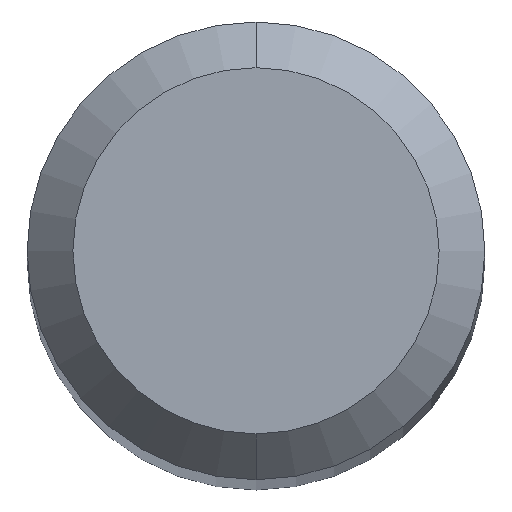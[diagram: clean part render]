
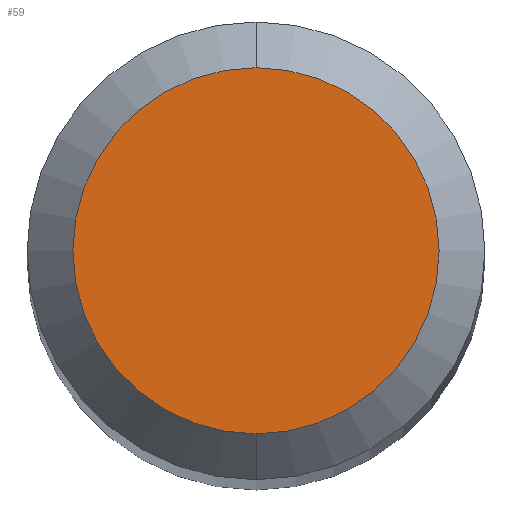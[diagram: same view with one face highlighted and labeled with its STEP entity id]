
A CAD part, top view. The second image highlights one B-rep face of the part: STEP entity #59.
In plain terms, the highlighted planar face has unit normal (0, 0, 1).
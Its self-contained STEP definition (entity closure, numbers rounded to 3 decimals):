
#5 = EDGE_CURVE ( 'NONE', #186, #22, #104, .T. ) ;
#13 = CARTESIAN_POINT ( 'NONE',  ( 0., -4.034, 0. ) ) ;
#21 = DIRECTION ( 'NONE',  ( 0., 0., 1. ) ) ;
#22 = VERTEX_POINT ( 'NONE', #56 ) ;
#35 = DIRECTION ( 'NONE',  ( 0., 1., 0. ) ) ;
#56 = CARTESIAN_POINT ( 'NONE',  ( 0., 4.034, 0. ) ) ;
#59 = ADVANCED_FACE ( 'NONE', ( #177 ), #211, .F. ) ;
#64 = EDGE_LOOP ( 'NONE', ( #214, #89 ) ) ;
#66 = DIRECTION ( 'NONE',  ( 0., 0., 1. ) ) ;
#67 = AXIS2_PLACEMENT_3D ( 'NONE', #139, #21, #109 ) ;
#70 = AXIS2_PLACEMENT_3D ( 'NONE', #114, #66, #213 ) ;
#86 = AXIS2_PLACEMENT_3D ( 'NONE', #107, #136, #35 ) ;
#89 = ORIENTED_EDGE ( 'NONE', *, *, #5, .T. ) ;
#104 = CIRCLE ( 'NONE', #67, 4.034 ) ;
#107 = CARTESIAN_POINT ( 'NONE',  ( 0., 5.042, 0. ) ) ;
#109 = DIRECTION ( 'NONE',  ( 0., 1., 0. ) ) ;
#114 = CARTESIAN_POINT ( 'NONE',  ( 0., 0., 0. ) ) ;
#116 = CIRCLE ( 'NONE', #70, 4.034 ) ;
#132 = EDGE_CURVE ( 'NONE', #22, #186, #116, .T. ) ;
#136 = DIRECTION ( 'NONE',  ( 0., 0., -1. ) ) ;
#139 = CARTESIAN_POINT ( 'NONE',  ( 0., 0., 0. ) ) ;
#177 = FACE_OUTER_BOUND ( 'NONE', #64, .T. ) ;
#186 = VERTEX_POINT ( 'NONE', #13 ) ;
#211 = PLANE ( 'NONE',  #86 ) ;
#213 = DIRECTION ( 'NONE',  ( 0., 1., 0. ) ) ;
#214 = ORIENTED_EDGE ( 'NONE', *, *, #132, .T. ) ;
